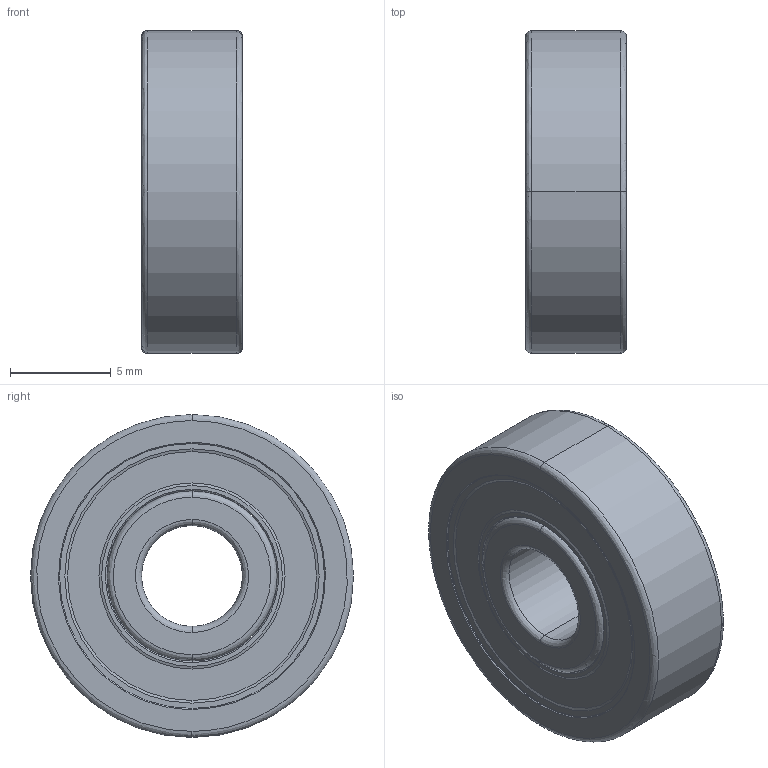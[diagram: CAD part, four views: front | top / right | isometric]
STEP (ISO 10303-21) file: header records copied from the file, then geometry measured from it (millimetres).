
FILE_DESCRIPTION (( 'STEP AP214' ), '1' );
FILE_NAME ('625pillow.step', '2018-06-21T12:57:24', ( 'User' ), ( 'china' ), 'SwSTEP 2.0', 'SolidWorks 2016', '' );
FILE_SCHEMA (( 'AUTOMOTIVE_DESIGN' ));
Length unit declared in the file: millimetre
Products named in the file (1): 625pillow
Bounding box: 5 x 16 x 16 mm (x, y, z)
Volume: 681.6 mm3; surface area: 1750.8 mm2
Topology: 14 solids, 14 shells, 317 faces, 917 edges, 534 vertices
Faces by surface type: bspline 118, plane 102, cylinder 69, cone 28
Entity records: 12212 total; most frequent: CARTESIAN_POINT 4703, ORIENTED_EDGE 1618, DIRECTION 1457, EDGE_CURVE 809, AXIS2_PLACEMENT_3D 592, VERTEX_POINT 534, CIRCLE 392, EDGE_LOOP 359
